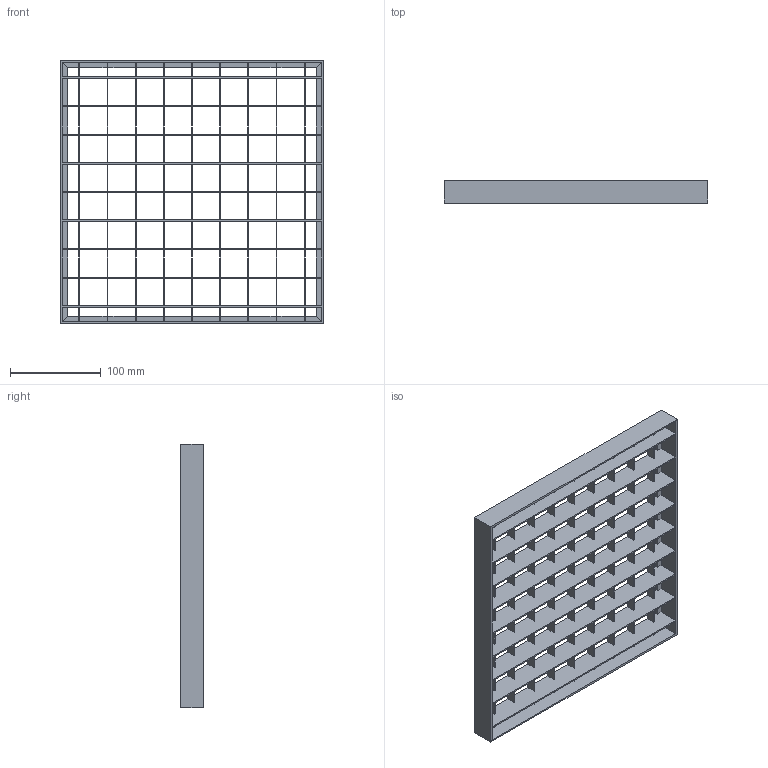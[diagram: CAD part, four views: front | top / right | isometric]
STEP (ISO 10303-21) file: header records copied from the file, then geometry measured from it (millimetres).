
FILE_DESCRIPTION (( 'STEP AP203' ), '1' );
FILE_NAME ('23-29293025-7.step', '2015-08-26T22:52:05', ( '' ), ( '' ), 'SwSTEP 2.0', 'SolidWorks 2015', '' );
FILE_SCHEMA (( 'CONFIG_CONTROL_DESIGN' ));
Length unit declared in the file: millimetre
Products named in the file (1): 23-29293025-7
Bounding box: 290 x 25 x 290 mm (x, y, z)
Volume: 191550 mm3; surface area: 262050 mm2
Topology: 1 solids, 1 shells, 398 faces, 1448 edges, 960 vertices
Faces by surface type: plane 398
Entity records: 15546 total; most frequent: ORIENTED_EDGE 2896, CARTESIAN_POINT 2822, DIRECTION 2241, EDGE_CURVE 1448, VECTOR 1443, LINE 1443, VERTEX_POINT 960, EDGE_LOOP 506
